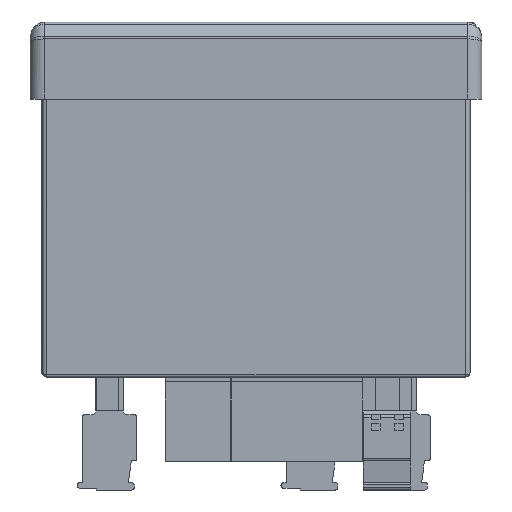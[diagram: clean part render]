
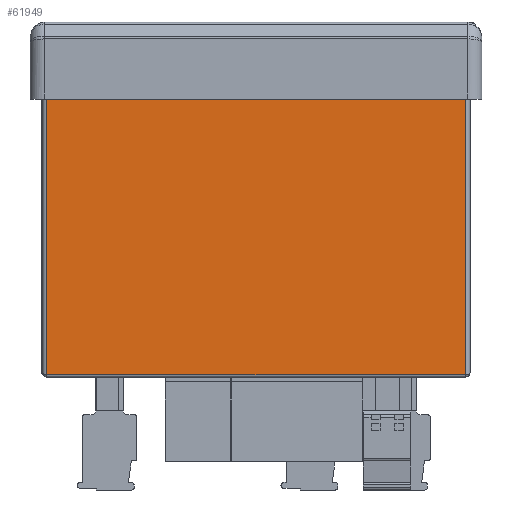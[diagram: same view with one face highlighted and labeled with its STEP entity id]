
A CAD part, front view. The second image highlights one B-rep face of the part: STEP entity #61949.
In plain terms, the highlighted planar face has unit normal (0, -1, 0).
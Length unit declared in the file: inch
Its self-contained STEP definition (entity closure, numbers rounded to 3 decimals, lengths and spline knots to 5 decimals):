
#481 = ORIENTED_EDGE ( 'NONE', *, *, #24573, .T. ) ;
#11522 = LINE ( 'NONE', #123828, #21273 ) ;
#11586 = LINE ( 'NONE', #55116, #75128 ) ;
#13908 = CARTESIAN_POINT ( 'NONE',  ( 2.50245, 0.91788, 4.23407 ) ) ;
#14302 = CARTESIAN_POINT ( 'NONE',  ( 2.50245, 0.91788, 1.92699 ) ) ;
#21273 = VECTOR ( 'NONE', #103749, 39.37008 ) ;
#24573 = EDGE_CURVE ( 'NONE', #74691, #120096, #11522, .T. ) ;
#27049 = DIRECTION ( 'NONE',  ( 0., 0., 1. ) ) ;
#27254 = DIRECTION ( 'NONE',  ( 0., 0., -1. ) ) ;
#35634 = VERTEX_POINT ( 'NONE', #73897 ) ;
#36355 = CARTESIAN_POINT ( 'NONE',  ( -1.00149, 0.91788, 1.9073 ) ) ;
#38357 = AXIS2_PLACEMENT_3D ( 'NONE', #100782, #111328, #27049 ) ;
#43402 = EDGE_CURVE ( 'NONE', #124556, #35634, #58155, .T. ) ;
#44025 = LINE ( 'NONE', #36355, #128800 ) ;
#49338 = ORIENTED_EDGE ( 'NONE', *, *, #69306, .T. ) ;
#52945 = DIRECTION ( 'NONE',  ( -1., 0., 0. ) ) ;
#55116 = CARTESIAN_POINT ( 'NONE',  ( 2.50245, 0.91788, 1.9073 ) ) ;
#58155 = LINE ( 'NONE', #73846, #105503 ) ;
#61949 = ADVANCED_FACE ( 'NONE', ( #117216 ), #97220, .F. ) ;
#69306 = EDGE_CURVE ( 'NONE', #120096, #124556, #11586, .T. ) ;
#73846 = CARTESIAN_POINT ( 'NONE',  ( 2.54182, 0.91788, 4.23407 ) ) ;
#73897 = CARTESIAN_POINT ( 'NONE',  ( -1.00149, 0.91788, 4.23407 ) ) ;
#74691 = VERTEX_POINT ( 'NONE', #123280 ) ;
#75128 = VECTOR ( 'NONE', #118010, 39.37008 ) ;
#96728 = ORIENTED_EDGE ( 'NONE', *, *, #43402, .T. ) ;
#97220 = PLANE ( 'NONE',  #38357 ) ;
#100782 = CARTESIAN_POINT ( 'NONE',  ( 2.54182, 0.91788, 1.9073 ) ) ;
#103749 = DIRECTION ( 'NONE',  ( 1., 0., 0. ) ) ;
#105503 = VECTOR ( 'NONE', #52945, 39.37008 ) ;
#107860 = EDGE_LOOP ( 'NONE', ( #481, #49338, #96728, #107963 ) ) ;
#107963 = ORIENTED_EDGE ( 'NONE', *, *, #114928, .T. ) ;
#111328 = DIRECTION ( 'NONE',  ( 0., 1., 0. ) ) ;
#114928 = EDGE_CURVE ( 'NONE', #35634, #74691, #44025, .T. ) ;
#117216 = FACE_OUTER_BOUND ( 'NONE', #107860, .T. ) ;
#118010 = DIRECTION ( 'NONE',  ( 0., 0., 1. ) ) ;
#120096 = VERTEX_POINT ( 'NONE', #14302 ) ;
#123280 = CARTESIAN_POINT ( 'NONE',  ( -1.00149, 0.91788, 1.92699 ) ) ;
#123828 = CARTESIAN_POINT ( 'NONE',  ( 2.54182, 0.91788, 1.92699 ) ) ;
#124556 = VERTEX_POINT ( 'NONE', #13908 ) ;
#128800 = VECTOR ( 'NONE', #27254, 39.37008 ) ;
